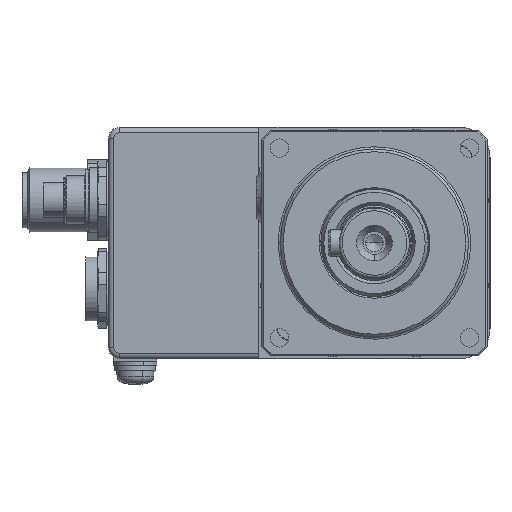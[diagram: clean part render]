
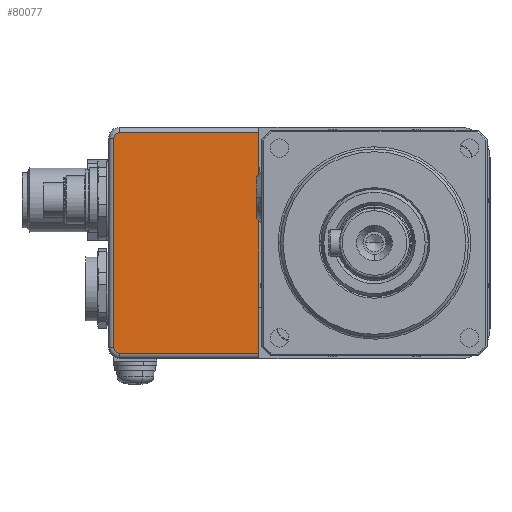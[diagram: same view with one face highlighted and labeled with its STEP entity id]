
A CAD part, left-side view. The second image highlights one B-rep face of the part: STEP entity #80077.
In plain terms, the highlighted planar face has unit normal (-1, 0, 0).
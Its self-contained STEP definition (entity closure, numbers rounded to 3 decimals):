
#1357 = VERTEX_POINT ( 'NONE', #74126 ) ;
#4156 = VERTEX_POINT ( 'NONE', #100784 ) ;
#5900 = VERTEX_POINT ( 'NONE', #22055 ) ;
#8540 = CARTESIAN_POINT ( 'NONE',  ( -46., 70., 0. ) ) ;
#14851 = EDGE_CURVE ( 'NONE', #5900, #122009, #107725, .T. ) ;
#18342 = EDGE_CURVE ( 'NONE', #122009, #1357, #32912, .T. ) ;
#18999 = DIRECTION ( 'NONE',  ( 0., 0., -1. ) ) ;
#19924 = CARTESIAN_POINT ( 'NONE',  ( -46., 69., -2. ) ) ;
#21278 = VECTOR ( 'NONE', #124774, 1000. ) ;
#21304 = AXIS2_PLACEMENT_3D ( 'NONE', #41835, #31363, #114620 ) ;
#22055 = CARTESIAN_POINT ( 'NONE',  ( -46., 69., -1. ) ) ;
#28273 = EDGE_CURVE ( 'NONE', #4156, #113475, #76644, .T. ) ;
#28661 = DIRECTION ( 'NONE',  ( 0., 0., -1. ) ) ;
#28975 = ORIENTED_EDGE ( 'NONE', *, *, #18342, .T. ) ;
#29141 = PLANE ( 'NONE',  #45139 ) ;
#29658 = VECTOR ( 'NONE', #18999, 1000. ) ;
#30448 = CARTESIAN_POINT ( 'NONE',  ( -46., 0., 0. ) ) ;
#31363 = DIRECTION ( 'NONE',  ( -1., 0., 0. ) ) ;
#31796 = VECTOR ( 'NONE', #83992, 1000. ) ;
#32912 = LINE ( 'NONE', #8540, #29658 ) ;
#34939 = CARTESIAN_POINT ( 'NONE',  ( -46., 69., -42. ) ) ;
#37980 = EDGE_CURVE ( 'NONE', #1357, #40773, #53617, .T. ) ;
#40336 = DIRECTION ( 'NONE',  ( -1., 0., 0. ) ) ;
#40773 = VERTEX_POINT ( 'NONE', #34939 ) ;
#41360 = ORIENTED_EDGE ( 'NONE', *, *, #37980, .T. ) ;
#41835 = CARTESIAN_POINT ( 'NONE',  ( -46., 69., -41. ) ) ;
#44347 = VECTOR ( 'NONE', #124726, 1000. ) ;
#45139 = AXIS2_PLACEMENT_3D ( 'NONE', #30448, #133745, #28661 ) ;
#45932 = LINE ( 'NONE', #61466, #44347 ) ;
#46508 = CARTESIAN_POINT ( 'NONE',  ( -46., 43., -42. ) ) ;
#53617 = CIRCLE ( 'NONE', #21304, 1. ) ;
#55604 = ORIENTED_EDGE ( 'NONE', *, *, #100291, .T. ) ;
#57177 = EDGE_CURVE ( 'NONE', #40773, #113475, #45932, .T. ) ;
#59501 = LINE ( 'NONE', #115868, #31796 ) ;
#59556 = CARTESIAN_POINT ( 'NONE',  ( -46., 70., -2. ) ) ;
#61277 = DIRECTION ( 'NONE',  ( 0., 0., -1. ) ) ;
#61466 = CARTESIAN_POINT ( 'NONE',  ( -46., 43., -42. ) ) ;
#74126 = CARTESIAN_POINT ( 'NONE',  ( -46., 70., -41. ) ) ;
#76644 = LINE ( 'NONE', #103791, #21278 ) ;
#80077 = ADVANCED_FACE ( 'NONE', ( #113828 ), #29141, .F. ) ;
#83992 = DIRECTION ( 'NONE',  ( 0., 1., 0. ) ) ;
#91967 = ORIENTED_EDGE ( 'NONE', *, *, #14851, .T. ) ;
#95012 = ORIENTED_EDGE ( 'NONE', *, *, #28273, .F. ) ;
#100291 = EDGE_CURVE ( 'NONE', #4156, #5900, #59501, .T. ) ;
#100784 = CARTESIAN_POINT ( 'NONE',  ( -46., 43., -1. ) ) ;
#103791 = CARTESIAN_POINT ( 'NONE',  ( -46., 43., 0. ) ) ;
#107725 = CIRCLE ( 'NONE', #129744, 1. ) ;
#113475 = VERTEX_POINT ( 'NONE', #46508 ) ;
#113828 = FACE_OUTER_BOUND ( 'NONE', #129521, .T. ) ;
#114620 = DIRECTION ( 'NONE',  ( 0., 0., -1. ) ) ;
#115868 = CARTESIAN_POINT ( 'NONE',  ( -46., 0., -1. ) ) ;
#117491 = ORIENTED_EDGE ( 'NONE', *, *, #57177, .T. ) ;
#122009 = VERTEX_POINT ( 'NONE', #59556 ) ;
#124726 = DIRECTION ( 'NONE',  ( 0., -1., 0. ) ) ;
#124774 = DIRECTION ( 'NONE',  ( 0., 0., -1. ) ) ;
#129521 = EDGE_LOOP ( 'NONE', ( #41360, #117491, #95012, #55604, #91967, #28975 ) ) ;
#129744 = AXIS2_PLACEMENT_3D ( 'NONE', #19924, #40336, #61277 ) ;
#133745 = DIRECTION ( 'NONE',  ( 1., 0., 0. ) ) ;
